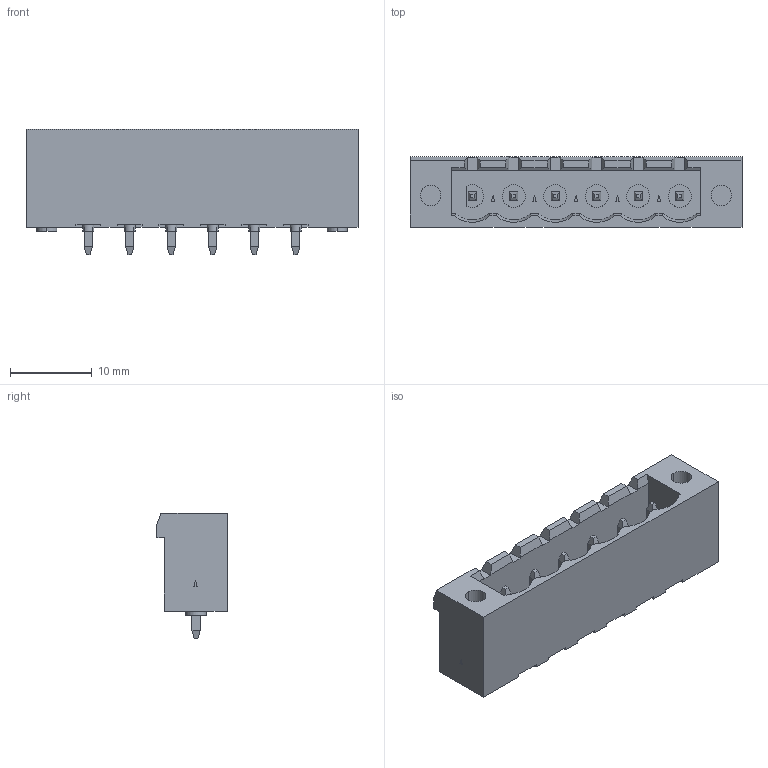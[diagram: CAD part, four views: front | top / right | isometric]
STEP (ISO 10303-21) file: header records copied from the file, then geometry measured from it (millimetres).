
FILE_DESCRIPTION((''),'2;1');
FILE_NAME('PHOENIX_1777112.stp','2014-04-14T09:24:51',(''),(''),'Mechanical Desktop 2011','Mechanical Desktop 2011',', , ');
FILE_SCHEMA(('AUTOMOTIVE_DESIGN { 1 2 10303 214 1 1 1 1 }'));
Length unit declared in the file: millimetre
Products named in the file (1): Product
Bounding box: 40.64 x 8.6 x 15.4 mm (x, y, z)
Volume: 2360.7 mm3; surface area: 3013.8 mm2
Topology: 25 solids, 25 shells, 365 faces, 810 edges, 522 vertices
Faces by surface type: plane 257, cylinder 60, bspline 36, sphere 6, cone 6
Entity records: 10072 total; most frequent: CARTESIAN_POINT 1950, ORIENTED_EDGE 1620, DIRECTION 1590, EDGE_CURVE 810, VECTOR 666, LINE 666, VERTEX_POINT 522, AXIS2_PLACEMENT_3D 462
